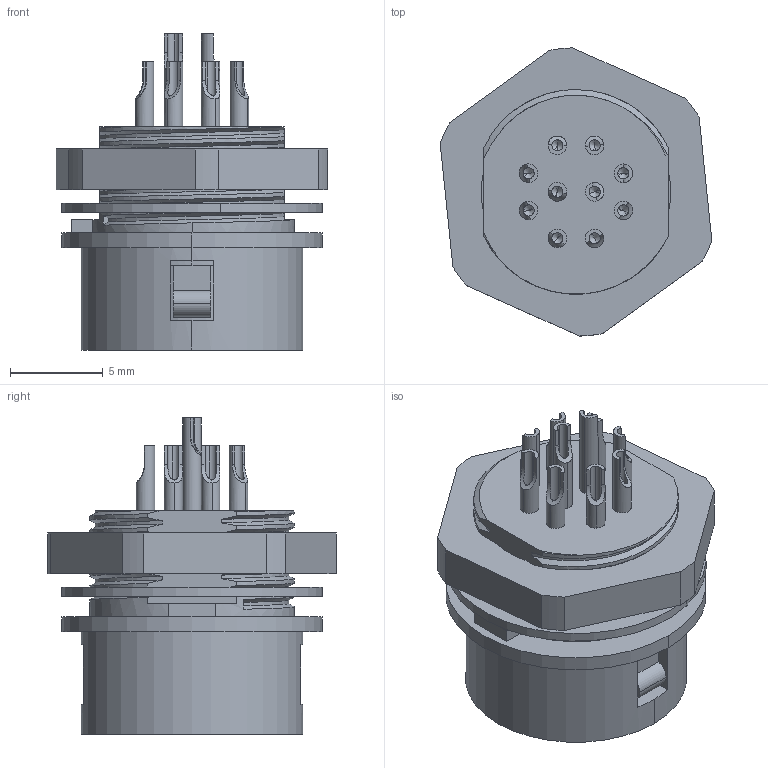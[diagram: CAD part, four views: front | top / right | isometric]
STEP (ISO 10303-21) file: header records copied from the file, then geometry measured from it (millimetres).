
FILE_DESCRIPTION (( 'STEP AP203' ), '1' );
FILE_NAME ('FAPFAS11-10S101W000.STEP', '2025-11-18T02:47:13', ( '' ), ( '' ), 'SwSTEP 2.0', 'SolidWorks 2021', '' );
FILE_SCHEMA (( 'CONFIG_CONTROL_DESIGN' ));
Length unit declared in the file: millimetre
Products named in the file (1): FAPFAS11-10S101W000
Bounding box: 14.61 x 15.5 x 17 mm (x, y, z)
Volume: 1300.6 mm3; surface area: 2119.5 mm2
Topology: 1 solids, 1 shells, 427 faces, 1193 edges, 774 vertices
Faces by surface type: plane 201, cylinder 170, bspline 30, cone 26
Entity records: 22424 total; most frequent: CARTESIAN_POINT 11538, ORIENTED_EDGE 2346, DIRECTION 2224, EDGE_CURVE 1173, AXIS2_PLACEMENT_3D 820, VERTEX_POINT 774, LINE 584, VECTOR 584
